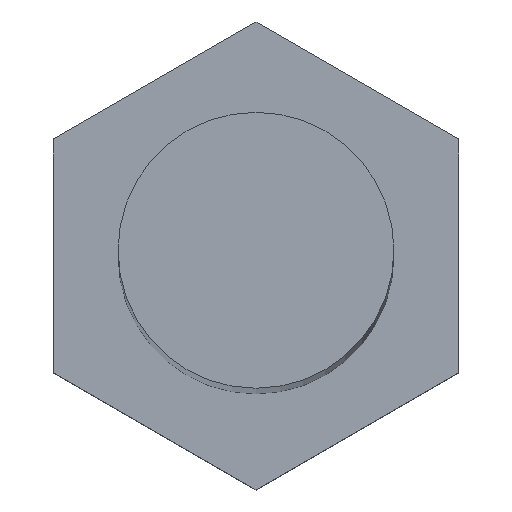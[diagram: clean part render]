
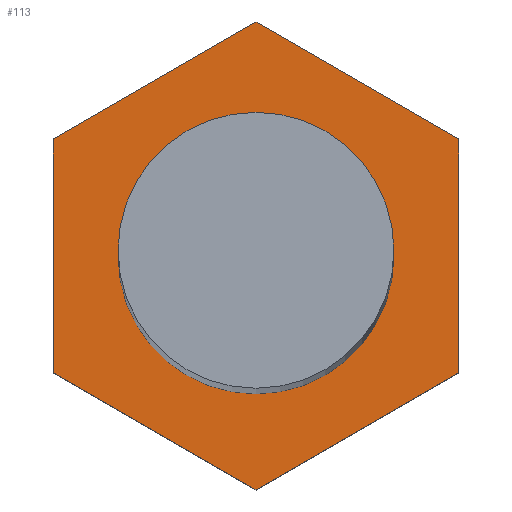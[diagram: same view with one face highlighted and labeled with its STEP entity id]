
A CAD part, top view. The second image highlights one B-rep face of the part: STEP entity #113.
In plain terms, the highlighted planar face has unit normal (0, 0, 1).
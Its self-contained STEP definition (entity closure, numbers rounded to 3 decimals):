
#43 = CYLINDRICAL_SURFACE('',#44,1.09);
#44 = AXIS2_PLACEMENT_3D('',#45,#46,#47);
#45 = CARTESIAN_POINT('',(0.,0.,0.));
#46 = DIRECTION('',(0.,0.,1.));
#47 = DIRECTION('',(1.,0.,0.));
#59 = VERTEX_POINT('',#60);
#60 = CARTESIAN_POINT('',(1.09,0.,0.));
#83 = EDGE_CURVE('',#59,#59,#84,.T.);
#84 = SURFACE_CURVE('',#85,(#90,#97),.PCURVE_S1.);
#85 = CIRCLE('',#86,1.09);
#86 = AXIS2_PLACEMENT_3D('',#87,#88,#89);
#87 = CARTESIAN_POINT('',(0.,0.,0.));
#88 = DIRECTION('',(0.,0.,1.));
#89 = DIRECTION('',(1.,0.,0.));
#90 = PCURVE('',#43,#91);
#91 = DEFINITIONAL_REPRESENTATION('',(#92),#96);
#92 = LINE('',#93,#94);
#93 = CARTESIAN_POINT('',(0.,0.));
#94 = VECTOR('',#95,1.);
#95 = DIRECTION('',(1.,0.));
#96 = ( GEOMETRIC_REPRESENTATION_CONTEXT(2) 
PARAMETRIC_REPRESENTATION_CONTEXT() REPRESENTATION_CONTEXT('2D SPACE',''
  ) );
#97 = PCURVE('',#98,#103);
#98 = PLANE('',#99);
#99 = AXIS2_PLACEMENT_3D('',#100,#101,#102);
#100 = CARTESIAN_POINT('',(0.,-1.848,0.));
#101 = DIRECTION('',(0.,0.,-1.));
#102 = DIRECTION('',(-1.,0.,0.));
#103 = DEFINITIONAL_REPRESENTATION('',(#104),#112);
#104 = ( BOUNDED_CURVE() B_SPLINE_CURVE(2,(#105,#106,#107,#108,#109,#110
,#111),.UNSPECIFIED.,.T.,.F.) B_SPLINE_CURVE_WITH_KNOTS((1,2,2,2,2,1),(
    -2.094,0.,2.094,4.189,6.283,
8.378),.UNSPECIFIED.) CURVE() GEOMETRIC_REPRESENTATION_ITEM() 
RATIONAL_B_SPLINE_CURVE((1.,0.5,1.,0.5,1.,0.5,1.)) REPRESENTATION_ITEM(
  '') );
#105 = CARTESIAN_POINT('',(-1.09,1.848));
#106 = CARTESIAN_POINT('',(-1.09,3.735));
#107 = CARTESIAN_POINT('',(0.545,2.791));
#108 = CARTESIAN_POINT('',(2.18,1.848));
#109 = CARTESIAN_POINT('',(0.545,0.904));
#110 = CARTESIAN_POINT('',(-1.09,-0.04));
#111 = CARTESIAN_POINT('',(-1.09,1.848));
#112 = ( GEOMETRIC_REPRESENTATION_CONTEXT(2) 
PARAMETRIC_REPRESENTATION_CONTEXT() REPRESENTATION_CONTEXT('2D SPACE',''
  ) );
#113 = ADVANCED_FACE('',(#114,#284),#98,.F.);
#114 = FACE_BOUND('',#115,.F.);
#115 = EDGE_LOOP('',(#116,#146,#174,#202,#230,#258));
#116 = ORIENTED_EDGE('',*,*,#117,.F.);
#117 = EDGE_CURVE('',#118,#120,#122,.T.);
#118 = VERTEX_POINT('',#119);
#119 = CARTESIAN_POINT('',(0.,-1.848,0.));
#120 = VERTEX_POINT('',#121);
#121 = CARTESIAN_POINT('',(1.6,-0.924,0.));
#122 = SURFACE_CURVE('',#123,(#127,#134),.PCURVE_S1.);
#123 = LINE('',#124,#125);
#124 = CARTESIAN_POINT('',(0.,-1.848,0.));
#125 = VECTOR('',#126,1.);
#126 = DIRECTION('',(0.866,0.5,0.));
#127 = PCURVE('',#98,#128);
#128 = DEFINITIONAL_REPRESENTATION('',(#129),#133);
#129 = LINE('',#130,#131);
#130 = CARTESIAN_POINT('',(0.,0.));
#131 = VECTOR('',#132,1.);
#132 = DIRECTION('',(-0.866,0.5));
#133 = ( GEOMETRIC_REPRESENTATION_CONTEXT(2) 
PARAMETRIC_REPRESENTATION_CONTEXT() REPRESENTATION_CONTEXT('2D SPACE',''
  ) );
#134 = PCURVE('',#135,#140);
#135 = PLANE('',#136);
#136 = AXIS2_PLACEMENT_3D('',#137,#138,#139);
#137 = CARTESIAN_POINT('',(0.,-1.848,0.));
#138 = DIRECTION('',(0.5,-0.866,0.));
#139 = DIRECTION('',(0.866,0.5,0.));
#140 = DEFINITIONAL_REPRESENTATION('',(#141),#145);
#141 = LINE('',#142,#143);
#142 = CARTESIAN_POINT('',(0.,0.));
#143 = VECTOR('',#144,1.);
#144 = DIRECTION('',(1.,0.));
#145 = ( GEOMETRIC_REPRESENTATION_CONTEXT(2) 
PARAMETRIC_REPRESENTATION_CONTEXT() REPRESENTATION_CONTEXT('2D SPACE',''
  ) );
#146 = ORIENTED_EDGE('',*,*,#147,.F.);
#147 = EDGE_CURVE('',#148,#118,#150,.T.);
#148 = VERTEX_POINT('',#149);
#149 = CARTESIAN_POINT('',(-1.6,-0.924,0.));
#150 = SURFACE_CURVE('',#151,(#155,#162),.PCURVE_S1.);
#151 = LINE('',#152,#153);
#152 = CARTESIAN_POINT('',(-1.6,-0.924,0.));
#153 = VECTOR('',#154,1.);
#154 = DIRECTION('',(0.866,-0.5,0.));
#155 = PCURVE('',#98,#156);
#156 = DEFINITIONAL_REPRESENTATION('',(#157),#161);
#157 = LINE('',#158,#159);
#158 = CARTESIAN_POINT('',(1.6,0.924));
#159 = VECTOR('',#160,1.);
#160 = DIRECTION('',(-0.866,-0.5));
#161 = ( GEOMETRIC_REPRESENTATION_CONTEXT(2) 
PARAMETRIC_REPRESENTATION_CONTEXT() REPRESENTATION_CONTEXT('2D SPACE',''
  ) );
#162 = PCURVE('',#163,#168);
#163 = PLANE('',#164);
#164 = AXIS2_PLACEMENT_3D('',#165,#166,#167);
#165 = CARTESIAN_POINT('',(-1.6,-0.924,0.));
#166 = DIRECTION('',(-0.5,-0.866,-0.));
#167 = DIRECTION('',(0.866,-0.5,0.));
#168 = DEFINITIONAL_REPRESENTATION('',(#169),#173);
#169 = LINE('',#170,#171);
#170 = CARTESIAN_POINT('',(0.,0.));
#171 = VECTOR('',#172,1.);
#172 = DIRECTION('',(1.,0.));
#173 = ( GEOMETRIC_REPRESENTATION_CONTEXT(2) 
PARAMETRIC_REPRESENTATION_CONTEXT() REPRESENTATION_CONTEXT('2D SPACE',''
  ) );
#174 = ORIENTED_EDGE('',*,*,#175,.F.);
#175 = EDGE_CURVE('',#176,#148,#178,.T.);
#176 = VERTEX_POINT('',#177);
#177 = CARTESIAN_POINT('',(-1.6,0.924,0.));
#178 = SURFACE_CURVE('',#179,(#183,#190),.PCURVE_S1.);
#179 = LINE('',#180,#181);
#180 = CARTESIAN_POINT('',(-1.6,0.924,0.));
#181 = VECTOR('',#182,1.);
#182 = DIRECTION('',(0.,-1.,0.));
#183 = PCURVE('',#98,#184);
#184 = DEFINITIONAL_REPRESENTATION('',(#185),#189);
#185 = LINE('',#186,#187);
#186 = CARTESIAN_POINT('',(1.6,2.771));
#187 = VECTOR('',#188,1.);
#188 = DIRECTION('',(0.,-1.));
#189 = ( GEOMETRIC_REPRESENTATION_CONTEXT(2) 
PARAMETRIC_REPRESENTATION_CONTEXT() REPRESENTATION_CONTEXT('2D SPACE',''
  ) );
#190 = PCURVE('',#191,#196);
#191 = PLANE('',#192);
#192 = AXIS2_PLACEMENT_3D('',#193,#194,#195);
#193 = CARTESIAN_POINT('',(-1.6,0.924,0.));
#194 = DIRECTION('',(-1.,-0.,-0.));
#195 = DIRECTION('',(0.,-1.,0.));
#196 = DEFINITIONAL_REPRESENTATION('',(#197),#201);
#197 = LINE('',#198,#199);
#198 = CARTESIAN_POINT('',(0.,0.));
#199 = VECTOR('',#200,1.);
#200 = DIRECTION('',(1.,0.));
#201 = ( GEOMETRIC_REPRESENTATION_CONTEXT(2) 
PARAMETRIC_REPRESENTATION_CONTEXT() REPRESENTATION_CONTEXT('2D SPACE',''
  ) );
#202 = ORIENTED_EDGE('',*,*,#203,.F.);
#203 = EDGE_CURVE('',#204,#176,#206,.T.);
#204 = VERTEX_POINT('',#205);
#205 = CARTESIAN_POINT('',(0.,1.848,0.));
#206 = SURFACE_CURVE('',#207,(#211,#218),.PCURVE_S1.);
#207 = LINE('',#208,#209);
#208 = CARTESIAN_POINT('',(0.,1.848,0.));
#209 = VECTOR('',#210,1.);
#210 = DIRECTION('',(-0.866,-0.5,0.));
#211 = PCURVE('',#98,#212);
#212 = DEFINITIONAL_REPRESENTATION('',(#213),#217);
#213 = LINE('',#214,#215);
#214 = CARTESIAN_POINT('',(0.,3.695));
#215 = VECTOR('',#216,1.);
#216 = DIRECTION('',(0.866,-0.5));
#217 = ( GEOMETRIC_REPRESENTATION_CONTEXT(2) 
PARAMETRIC_REPRESENTATION_CONTEXT() REPRESENTATION_CONTEXT('2D SPACE',''
  ) );
#218 = PCURVE('',#219,#224);
#219 = PLANE('',#220);
#220 = AXIS2_PLACEMENT_3D('',#221,#222,#223);
#221 = CARTESIAN_POINT('',(0.,1.848,0.));
#222 = DIRECTION('',(-0.5,0.866,0.));
#223 = DIRECTION('',(-0.866,-0.5,0.));
#224 = DEFINITIONAL_REPRESENTATION('',(#225),#229);
#225 = LINE('',#226,#227);
#226 = CARTESIAN_POINT('',(0.,0.));
#227 = VECTOR('',#228,1.);
#228 = DIRECTION('',(1.,0.));
#229 = ( GEOMETRIC_REPRESENTATION_CONTEXT(2) 
PARAMETRIC_REPRESENTATION_CONTEXT() REPRESENTATION_CONTEXT('2D SPACE',''
  ) );
#230 = ORIENTED_EDGE('',*,*,#231,.F.);
#231 = EDGE_CURVE('',#232,#204,#234,.T.);
#232 = VERTEX_POINT('',#233);
#233 = CARTESIAN_POINT('',(1.6,0.924,0.));
#234 = SURFACE_CURVE('',#235,(#239,#246),.PCURVE_S1.);
#235 = LINE('',#236,#237);
#236 = CARTESIAN_POINT('',(1.6,0.924,0.));
#237 = VECTOR('',#238,1.);
#238 = DIRECTION('',(-0.866,0.5,-0.));
#239 = PCURVE('',#98,#240);
#240 = DEFINITIONAL_REPRESENTATION('',(#241),#245);
#241 = LINE('',#242,#243);
#242 = CARTESIAN_POINT('',(-1.6,2.771));
#243 = VECTOR('',#244,1.);
#244 = DIRECTION('',(0.866,0.5));
#245 = ( GEOMETRIC_REPRESENTATION_CONTEXT(2) 
PARAMETRIC_REPRESENTATION_CONTEXT() REPRESENTATION_CONTEXT('2D SPACE',''
  ) );
#246 = PCURVE('',#247,#252);
#247 = PLANE('',#248);
#248 = AXIS2_PLACEMENT_3D('',#249,#250,#251);
#249 = CARTESIAN_POINT('',(1.6,0.924,0.));
#250 = DIRECTION('',(0.5,0.866,0.));
#251 = DIRECTION('',(-0.866,0.5,0.));
#252 = DEFINITIONAL_REPRESENTATION('',(#253),#257);
#253 = LINE('',#254,#255);
#254 = CARTESIAN_POINT('',(0.,0.));
#255 = VECTOR('',#256,1.);
#256 = DIRECTION('',(1.,0.));
#257 = ( GEOMETRIC_REPRESENTATION_CONTEXT(2) 
PARAMETRIC_REPRESENTATION_CONTEXT() REPRESENTATION_CONTEXT('2D SPACE',''
  ) );
#258 = ORIENTED_EDGE('',*,*,#259,.F.);
#259 = EDGE_CURVE('',#120,#232,#260,.T.);
#260 = SURFACE_CURVE('',#261,(#265,#272),.PCURVE_S1.);
#261 = LINE('',#262,#263);
#262 = CARTESIAN_POINT('',(1.6,-0.924,0.));
#263 = VECTOR('',#264,1.);
#264 = DIRECTION('',(0.,1.,0.));
#265 = PCURVE('',#98,#266);
#266 = DEFINITIONAL_REPRESENTATION('',(#267),#271);
#267 = LINE('',#268,#269);
#268 = CARTESIAN_POINT('',(-1.6,0.924));
#269 = VECTOR('',#270,1.);
#270 = DIRECTION('',(0.,1.));
#271 = ( GEOMETRIC_REPRESENTATION_CONTEXT(2) 
PARAMETRIC_REPRESENTATION_CONTEXT() REPRESENTATION_CONTEXT('2D SPACE',''
  ) );
#272 = PCURVE('',#273,#278);
#273 = PLANE('',#274);
#274 = AXIS2_PLACEMENT_3D('',#275,#276,#277);
#275 = CARTESIAN_POINT('',(1.6,-0.924,0.));
#276 = DIRECTION('',(1.,0.,0.));
#277 = DIRECTION('',(0.,1.,0.));
#278 = DEFINITIONAL_REPRESENTATION('',(#279),#283);
#279 = LINE('',#280,#281);
#280 = CARTESIAN_POINT('',(0.,0.));
#281 = VECTOR('',#282,1.);
#282 = DIRECTION('',(1.,0.));
#283 = ( GEOMETRIC_REPRESENTATION_CONTEXT(2) 
PARAMETRIC_REPRESENTATION_CONTEXT() REPRESENTATION_CONTEXT('2D SPACE',''
  ) );
#284 = FACE_BOUND('',#285,.F.);
#285 = EDGE_LOOP('',(#286));
#286 = ORIENTED_EDGE('',*,*,#83,.T.);
